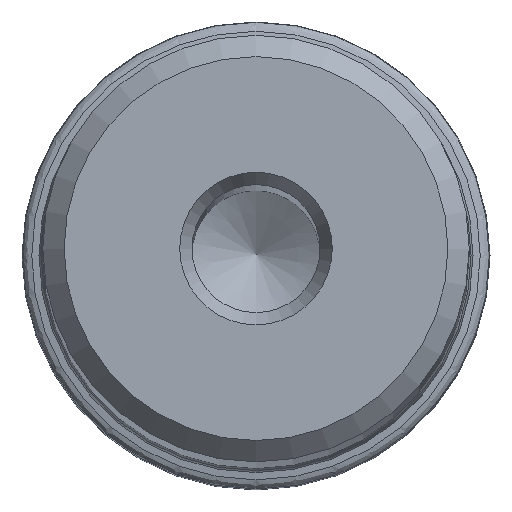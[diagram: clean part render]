
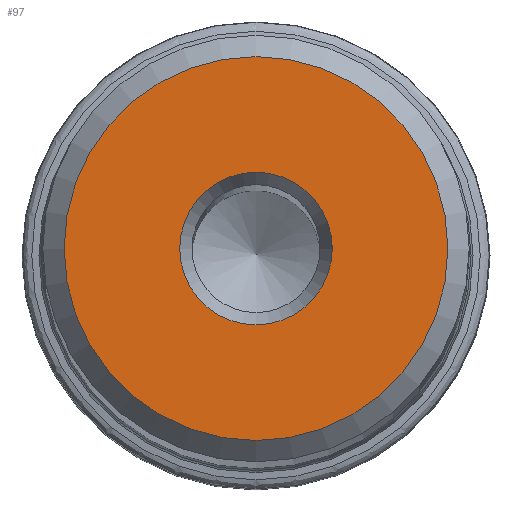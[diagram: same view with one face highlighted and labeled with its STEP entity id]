
A CAD part, top view. The second image highlights one B-rep face of the part: STEP entity #97.
In plain terms, the highlighted planar face has unit normal (0, 0, 1).
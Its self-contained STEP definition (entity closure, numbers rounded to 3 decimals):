
#43=PLANE('',#560);
#97=ADVANCED_FACE('',(#215,#216),#43,.T.);
#215=FACE_BOUND('',#295,.T.);
#216=FACE_BOUND('',#296,.T.);
#295=EDGE_LOOP('',(#375));
#296=EDGE_LOOP('',(#376));
#375=ORIENTED_EDGE('',*,*,#476,.T.);
#376=ORIENTED_EDGE('',*,*,#477,.T.);
#435=VERTEX_POINT('',#997);
#436=VERTEX_POINT('',#999);
#476=EDGE_CURVE('',#435,#435,#516,.T.);
#477=EDGE_CURVE('',#436,#436,#517,.T.);
#516=CIRCLE('',#558,3.577);
#517=CIRCLE('',#559,9.);
#558=AXIS2_PLACEMENT_3D('',#996,#662,#663);
#559=AXIS2_PLACEMENT_3D('',#998,#664,#665);
#560=AXIS2_PLACEMENT_3D('',#1000,#666,#667);
#662=DIRECTION('',(0.,0.,-1.));
#663=DIRECTION('',(1.,0.,0.));
#664=DIRECTION('',(0.,0.,1.));
#665=DIRECTION('',(1.,0.,0.));
#666=DIRECTION('',(0.,0.,1.));
#667=DIRECTION('',(1.,0.,0.));
#996=CARTESIAN_POINT('',(0.,0.,0.));
#997=CARTESIAN_POINT('',(3.577,0.,0.));
#998=CARTESIAN_POINT('',(0.,0.,0.));
#999=CARTESIAN_POINT('',(9.,0.,0.));
#1000=CARTESIAN_POINT('',(0.,0.,0.));
